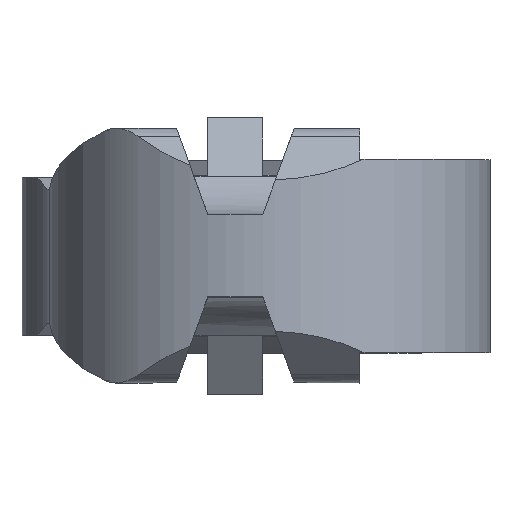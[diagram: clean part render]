
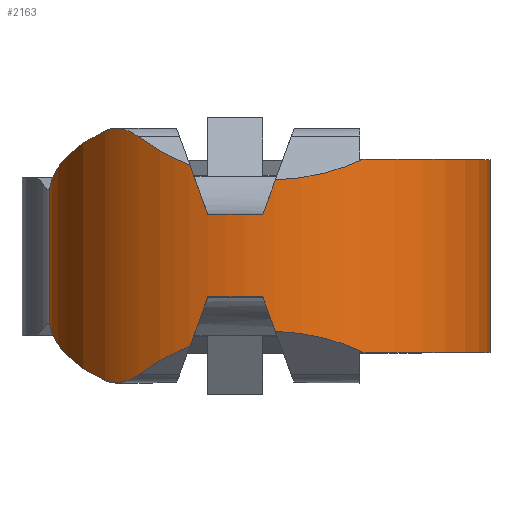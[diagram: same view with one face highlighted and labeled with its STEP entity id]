
A CAD part, top view. The second image highlights one B-rep face of the part: STEP entity #2163.
In plain terms, the highlighted cylindrical face has radius 50.24 mm (diameter 100.48 mm), a partial arc.
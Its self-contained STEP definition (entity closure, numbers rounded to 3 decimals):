
#98=DIRECTION('',(0.,-1.,0.));
#99=VECTOR('',#98,43.96);
#100=CARTESIAN_POINT('',(58.09,21.98,139.73));
#101=LINE('',#100,#99);
#102=CARTESIAN_POINT('',(9.14,-17.277,189.953));
#103=CARTESIAN_POINT('',(12.781,-17.371,189.86));
#104=CARTESIAN_POINT('',(19.714,-18.328,188.903));
#105=CARTESIAN_POINT('',(26.069,-20.56,186.67));
#106=CARTESIAN_POINT('',(29.109,-21.98,185.251));
#108=CARTESIAN_POINT('',(-22.156,-27.206,180.025));
#109=CARTESIAN_POINT('',(-18.682,-24.619,182.612));
#110=CARTESIAN_POINT('',(-14.8,-22.406,184.825));
#111=CARTESIAN_POINT('',(-10.38,-20.685,186.546));
#113=CARTESIAN_POINT('',(-22.156,-27.206,180.025));
#114=CARTESIAN_POINT('',(-22.471,-27.44,179.79));
#115=CARTESIAN_POINT('',(-23.112,-27.855,179.302));
#116=CARTESIAN_POINT('',(-24.09,-28.343,178.517));
#117=CARTESIAN_POINT('',(-25.067,-28.704,177.691));
#118=CARTESIAN_POINT('',(-26.037,-28.942,176.828));
#119=CARTESIAN_POINT('',(-26.993,-29.057,175.933));
#120=CARTESIAN_POINT('',(-27.925,-29.042,175.012));
#121=CARTESIAN_POINT('',(-28.829,-28.885,174.07));
#122=CARTESIAN_POINT('',(-29.401,-28.679,173.444));
#123=CARTESIAN_POINT('',(-29.679,-28.546,173.131));
#125=DIRECTION('',(0.,1.,0.));
#126=VECTOR('',#125,30.615);
#127=CARTESIAN_POINT('',(-42.39,-15.308,139.73));
#128=LINE('',#127,#126);
#129=CARTESIAN_POINT('',(-22.156,27.206,180.025));
#130=CARTESIAN_POINT('',(-22.471,27.44,179.79));
#131=CARTESIAN_POINT('',(-23.112,27.855,179.302));
#132=CARTESIAN_POINT('',(-24.09,28.343,178.517));
#133=CARTESIAN_POINT('',(-25.067,28.704,177.691));
#134=CARTESIAN_POINT('',(-26.037,28.942,176.828));
#135=CARTESIAN_POINT('',(-26.993,29.057,175.933));
#136=CARTESIAN_POINT('',(-27.925,29.042,175.012));
#137=CARTESIAN_POINT('',(-28.829,28.885,174.07));
#138=CARTESIAN_POINT('',(-29.401,28.679,173.444));
#139=CARTESIAN_POINT('',(-29.679,28.546,173.131));
#141=CARTESIAN_POINT('',(-22.156,27.206,180.025));
#142=CARTESIAN_POINT('',(-18.682,24.619,182.612));
#143=CARTESIAN_POINT('',(-14.8,22.406,184.825));
#144=CARTESIAN_POINT('',(-10.38,20.685,186.546));
#146=CARTESIAN_POINT('',(9.14,17.277,189.953));
#147=CARTESIAN_POINT('',(12.781,17.371,189.86));
#148=CARTESIAN_POINT('',(19.714,18.328,188.903));
#149=CARTESIAN_POINT('',(26.069,20.56,186.67));
#150=CARTESIAN_POINT('',(29.109,21.98,185.251));
#314=CARTESIAN_POINT('',(7.85,21.98,139.73));
#315=DIRECTION('',(0.,-1.,0.));
#316=DIRECTION('',(1.,0.,0.));
#317=AXIS2_PLACEMENT_3D('',#314,#315,#316);
#461=CARTESIAN_POINT('',(-10.38,20.685,186.546));
#462=CARTESIAN_POINT('',(-9.016,16.937,187.077));
#463=CARTESIAN_POINT('',(-7.649,13.182,187.541));
#464=CARTESIAN_POINT('',(-6.28,9.42,187.942));
#484=CARTESIAN_POINT('',(-29.679,28.546,173.131));
#485=CARTESIAN_POINT('',(-33.708,26.624,168.604));
#486=CARTESIAN_POINT('',(-39.611,22.462,158.797));
#487=CARTESIAN_POINT('',(-42.083,17.789,147.79));
#488=CARTESIAN_POINT('',(-42.341,15.308,141.943));
#584=CARTESIAN_POINT('',(9.14,17.277,189.953));
#585=CARTESIAN_POINT('',(8.187,14.658,189.978));
#586=CARTESIAN_POINT('',(7.233,12.039,189.975));
#587=CARTESIAN_POINT('',(6.28,9.42,189.945));
#589=CARTESIAN_POINT('',(7.85,9.42,139.73));
#590=DIRECTION('',(0.,-1.,0.));
#591=DIRECTION('',(-0.031,0.,1.));
#592=AXIS2_PLACEMENT_3D('',#589,#590,#591);
#834=CARTESIAN_POINT('',(7.85,-15.308,139.73));
#835=DIRECTION('',(0.,-1.,0.));
#836=DIRECTION('',(-0.999,0.,0.044));
#837=AXIS2_PLACEMENT_3D('',#834,#835,#836);
#885=CARTESIAN_POINT('',(-29.679,-28.546,173.131));
#886=CARTESIAN_POINT('',(-33.708,-26.624,168.604));
#887=CARTESIAN_POINT('',(-39.611,-22.462,158.797));
#888=CARTESIAN_POINT('',(-42.083,-17.789,147.79));
#889=CARTESIAN_POINT('',(-42.341,-15.308,141.943));
#952=CARTESIAN_POINT('',(-10.38,-20.685,186.546));
#953=CARTESIAN_POINT('',(-9.016,-16.937,187.077));
#954=CARTESIAN_POINT('',(-7.649,-13.182,187.541));
#955=CARTESIAN_POINT('',(-6.28,-9.42,187.942));
#992=CARTESIAN_POINT('',(9.14,-17.277,189.953));
#993=CARTESIAN_POINT('',(8.187,-14.658,189.978));
#994=CARTESIAN_POINT('',(7.233,-12.039,189.975));
#995=CARTESIAN_POINT('',(6.28,-9.42,189.945));
#1063=CARTESIAN_POINT('',(7.85,-9.42,139.73));
#1064=DIRECTION('',(0.,-1.,0.));
#1065=DIRECTION('',(-0.031,0.,1.));
#1066=AXIS2_PLACEMENT_3D('',#1063,#1064,#1065);
#1191=CARTESIAN_POINT('',(7.85,-21.98,139.73));
#1192=DIRECTION('',(0.,-1.,0.));
#1193=DIRECTION('',(1.,0.,0.));
#1194=AXIS2_PLACEMENT_3D('',#1191,#1192,#1193);
#1512=CARTESIAN_POINT('',(7.85,15.308,139.73));
#1513=DIRECTION('',(0.,-1.,0.));
#1514=DIRECTION('',(-0.999,0.,0.044));
#1515=AXIS2_PLACEMENT_3D('',#1512,#1513,#1514);
#1673=CARTESIAN_POINT('',(-42.341,15.308,141.943));
#1674=CARTESIAN_POINT('',(-42.39,15.308,139.73));
#1675=VERTEX_POINT('',#1673);
#1676=VERTEX_POINT('',#1674);
#1677=CARTESIAN_POINT('',(58.09,21.98,139.73));
#1678=VERTEX_POINT('',#1677);
#1680=CARTESIAN_POINT('',(29.109,21.98,185.251));
#1682=VERTEX_POINT('',#1680);
#1687=VERTEX_POINT('',#129);
#1688=VERTEX_POINT('',#139);
#1721=CARTESIAN_POINT('',(6.28,9.42,189.945));
#1722=CARTESIAN_POINT('',(-6.28,9.42,187.942));
#1723=VERTEX_POINT('',#1721);
#1724=VERTEX_POINT('',#1722);
#1725=VERTEX_POINT('',#461);
#1726=VERTEX_POINT('',#584);
#1803=CARTESIAN_POINT('',(-42.341,-15.308,141.943));
#1804=CARTESIAN_POINT('',(-42.39,-15.308,139.73));
#1805=VERTEX_POINT('',#1803);
#1806=VERTEX_POINT('',#1804);
#1807=CARTESIAN_POINT('',(58.09,-21.98,139.73));
#1808=VERTEX_POINT('',#1807);
#1810=CARTESIAN_POINT('',(29.109,-21.98,185.251));
#1812=VERTEX_POINT('',#1810);
#1817=VERTEX_POINT('',#113);
#1818=VERTEX_POINT('',#123);
#1851=CARTESIAN_POINT('',(6.28,-9.42,189.945));
#1852=CARTESIAN_POINT('',(-6.28,-9.42,187.942));
#1853=VERTEX_POINT('',#1851);
#1854=VERTEX_POINT('',#1852);
#1855=VERTEX_POINT('',#952);
#1856=VERTEX_POINT('',#992);
#2117=CARTESIAN_POINT('',(7.85,0.,139.73));
#2118=DIRECTION('',(0.,-1.,0.));
#2119=DIRECTION('',(-1.,0.,0.));
#2120=AXIS2_PLACEMENT_3D('',#2117,#2118,#2119);
#2121=CYLINDRICAL_SURFACE('',#2120,50.24);
#2123=ORIENTED_EDGE('',*,*,#2122,.T.);
#2125=ORIENTED_EDGE('',*,*,#2124,.T.);
#2127=ORIENTED_EDGE('',*,*,#2126,.F.);
#2129=ORIENTED_EDGE('',*,*,#2128,.T.);
#2131=ORIENTED_EDGE('',*,*,#2130,.T.);
#2133=ORIENTED_EDGE('',*,*,#2132,.F.);
#2135=ORIENTED_EDGE('',*,*,#2134,.F.);
#2137=ORIENTED_EDGE('',*,*,#2136,.T.);
#2139=ORIENTED_EDGE('',*,*,#2138,.T.);
#2141=ORIENTED_EDGE('',*,*,#2140,.T.);
#2142=ORIENTED_EDGE('',*,*,#2107,.T.);
#2144=ORIENTED_EDGE('',*,*,#2143,.F.);
#2146=ORIENTED_EDGE('',*,*,#2145,.F.);
#2148=ORIENTED_EDGE('',*,*,#2147,.F.);
#2150=ORIENTED_EDGE('',*,*,#2149,.T.);
#2152=ORIENTED_EDGE('',*,*,#2151,.T.);
#2154=ORIENTED_EDGE('',*,*,#2153,.F.);
#2156=ORIENTED_EDGE('',*,*,#2155,.F.);
#2158=ORIENTED_EDGE('',*,*,#2157,.T.);
#2160=ORIENTED_EDGE('',*,*,#2159,.F.);
#2161=EDGE_LOOP('',(#2123,#2125,#2127,#2129,#2131,#2133,#2135,#2137,#2139,#2141,
#2142,#2144,#2146,#2148,#2150,#2152,#2154,#2156,#2158,#2160));
#2162=FACE_OUTER_BOUND('',#2161,.F.);
#2163=ADVANCED_FACE('',(#2162),#2121,.T.);
#107=B_SPLINE_CURVE_WITH_KNOTS('',3,(#102,#103,#104,#105,#106),.UNSPECIFIED.,
.F.,.F.,(4,1,4),(0.,0.5,1.),.UNSPECIFIED.);
#112=B_SPLINE_CURVE_WITH_KNOTS('',3,(#108,#109,#110,#111),.UNSPECIFIED.,.F.,.F.,
(4,4),(0.,1.),.UNSPECIFIED.);
#124=B_SPLINE_CURVE_WITH_KNOTS('',3,(#113,#114,#115,#116,#117,#118,#119,#120,
#121,#122,#123),.UNSPECIFIED.,.F.,.F.,(4,1,1,1,1,1,1,1,4),(0.,0.125,0.25,
0.375,0.5,0.625,0.75,0.875,1.),.UNSPECIFIED.);
#140=B_SPLINE_CURVE_WITH_KNOTS('',3,(#129,#130,#131,#132,#133,#134,#135,#136,
#137,#138,#139),.UNSPECIFIED.,.F.,.F.,(4,1,1,1,1,1,1,1,4),(0.,0.125,0.25,
0.375,0.5,0.625,0.75,0.875,1.),.UNSPECIFIED.);
#145=B_SPLINE_CURVE_WITH_KNOTS('',3,(#141,#142,#143,#144),.UNSPECIFIED.,.F.,.F.,
(4,4),(0.,1.),.UNSPECIFIED.);
#151=B_SPLINE_CURVE_WITH_KNOTS('',3,(#146,#147,#148,#149,#150),.UNSPECIFIED.,
.F.,.F.,(4,1,4),(0.,0.5,1.),.UNSPECIFIED.);
#318=CIRCLE('',#317,50.24);
#465=B_SPLINE_CURVE_WITH_KNOTS('',3,(#461,#462,#463,#464),.UNSPECIFIED.,.F.,.F.,
(4,4),(0.,1.),.UNSPECIFIED.);
#489=B_SPLINE_CURVE_WITH_KNOTS('',3,(#484,#485,#486,#487,#488),.UNSPECIFIED.,
.F.,.F.,(4,1,4),(0.,0.5,1.),.UNSPECIFIED.);
#588=B_SPLINE_CURVE_WITH_KNOTS('',3,(#584,#585,#586,#587),.UNSPECIFIED.,.F.,.F.,
(4,4),(0.,1.),.UNSPECIFIED.);
#593=CIRCLE('',#592,50.24);
#838=CIRCLE('',#837,50.24);
#890=B_SPLINE_CURVE_WITH_KNOTS('',3,(#885,#886,#887,#888,#889),.UNSPECIFIED.,
.F.,.F.,(4,1,4),(0.,0.5,1.),.UNSPECIFIED.);
#956=B_SPLINE_CURVE_WITH_KNOTS('',3,(#952,#953,#954,#955),.UNSPECIFIED.,.F.,.F.,
(4,4),(0.,1.),.UNSPECIFIED.);
#996=B_SPLINE_CURVE_WITH_KNOTS('',3,(#992,#993,#994,#995),.UNSPECIFIED.,.F.,.F.,
(4,4),(0.,1.),.UNSPECIFIED.);
#1067=CIRCLE('',#1066,50.24);
#1195=CIRCLE('',#1194,50.24);
#1516=CIRCLE('',#1515,50.24);
#2107=EDGE_CURVE('',#1806,#1676,#128,.T.);
#2122=EDGE_CURVE('',#1678,#1808,#101,.T.);
#2124=EDGE_CURVE('',#1808,#1812,#1195,.T.);
#2126=EDGE_CURVE('',#1856,#1812,#107,.T.);
#2128=EDGE_CURVE('',#1856,#1853,#996,.T.);
#2130=EDGE_CURVE('',#1853,#1854,#1067,.T.);
#2132=EDGE_CURVE('',#1855,#1854,#956,.T.);
#2134=EDGE_CURVE('',#1817,#1855,#112,.T.);
#2136=EDGE_CURVE('',#1817,#1818,#124,.T.);
#2138=EDGE_CURVE('',#1818,#1805,#890,.T.);
#2140=EDGE_CURVE('',#1805,#1806,#838,.T.);
#2143=EDGE_CURVE('',#1675,#1676,#1516,.T.);
#2145=EDGE_CURVE('',#1688,#1675,#489,.T.);
#2147=EDGE_CURVE('',#1687,#1688,#140,.T.);
#2149=EDGE_CURVE('',#1687,#1725,#145,.T.);
#2151=EDGE_CURVE('',#1725,#1724,#465,.T.);
#2153=EDGE_CURVE('',#1723,#1724,#593,.T.);
#2155=EDGE_CURVE('',#1726,#1723,#588,.T.);
#2157=EDGE_CURVE('',#1726,#1682,#151,.T.);
#2159=EDGE_CURVE('',#1678,#1682,#318,.T.);
